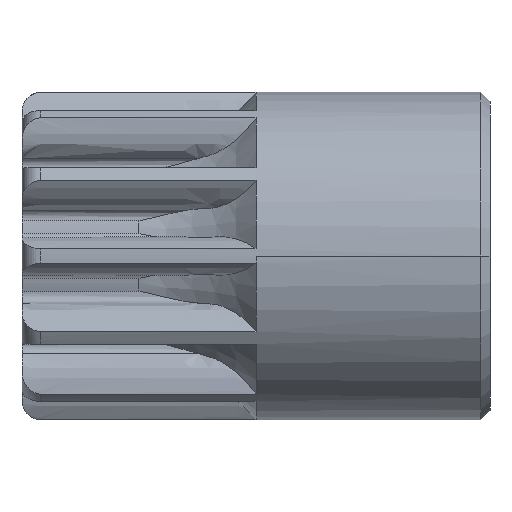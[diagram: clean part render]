
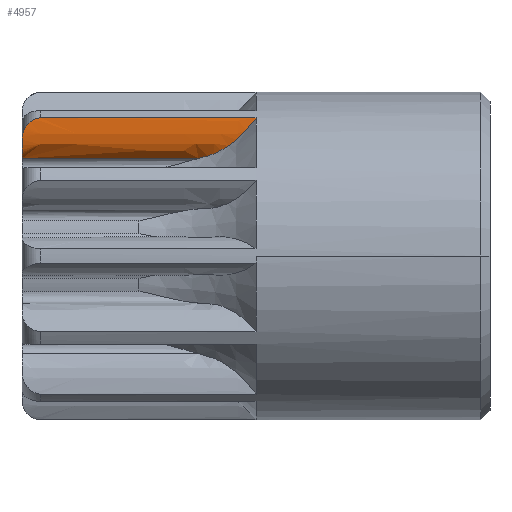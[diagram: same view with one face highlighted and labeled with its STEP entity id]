
A CAD part, front view. The second image highlights one B-rep face of the part: STEP entity #4957.
In plain terms, the highlighted face is a extrusion surface.
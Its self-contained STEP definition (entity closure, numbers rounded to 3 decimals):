
#263=CARTESIAN_POINT('',(-7.5,-5.561,7.454));
#264=CARTESIAN_POINT('',(-7.5,-5.54,7.355));
#265=CARTESIAN_POINT('',(-7.5,-5.496,7.18));
#266=CARTESIAN_POINT('',(-7.5,-5.414,6.947));
#267=CARTESIAN_POINT('',(-7.5,-5.344,6.793));
#268=CARTESIAN_POINT('',(-7.5,-5.296,6.706));
#269=CARTESIAN_POINT('',(-7.5,-5.271,6.665));
#270=CARTESIAN_POINT('',(-7.5,-5.199,6.561));
#271=CARTESIAN_POINT('',(-7.5,-5.075,6.44));
#272=CARTESIAN_POINT('',(-7.5,-4.793,6.251));
#2081=CARTESIAN_POINT('',(7.5,-5.648,8.852));
#2082=CARTESIAN_POINT('',(7.441,-5.653,8.769));
#2083=CARTESIAN_POINT('',(7.322,-5.661,8.608));
#2084=CARTESIAN_POINT('',(7.138,-5.662,8.377));
#2085=CARTESIAN_POINT('',(6.947,-5.655,8.154));
#2086=CARTESIAN_POINT('',(6.752,-5.638,7.942));
#2087=CARTESIAN_POINT('',(6.555,-5.614,7.744));
#2088=CARTESIAN_POINT('',(6.359,-5.584,7.561));
#2089=CARTESIAN_POINT('',(6.17,-5.55,7.399));
#2090=CARTESIAN_POINT('',(6.003,-5.516,7.264));
#2091=CARTESIAN_POINT('',(5.852,-5.483,7.151));
#2092=CARTESIAN_POINT('',(5.715,-5.451,7.054));
#2093=CARTESIAN_POINT('',(5.591,-5.42,6.97));
#2094=CARTESIAN_POINT('',(5.48,-5.391,6.899));
#2095=CARTESIAN_POINT('',(5.382,-5.365,6.84));
#2096=CARTESIAN_POINT('',(5.291,-5.339,6.787));
#2097=CARTESIAN_POINT('',(5.2,-5.313,6.737));
#2098=CARTESIAN_POINT('',(5.106,-5.285,6.687));
#2099=CARTESIAN_POINT('',(5.008,-5.254,6.638));
#2100=CARTESIAN_POINT('',(4.909,-5.219,6.595));
#2101=CARTESIAN_POINT('',(4.821,-5.186,6.558));
#2102=CARTESIAN_POINT('',(4.725,-5.148,6.521));
#2103=CARTESIAN_POINT('',(4.617,-5.105,6.483));
#2104=CARTESIAN_POINT('',(4.501,-5.059,6.444));
#2105=CARTESIAN_POINT('',(4.378,-5.01,6.405));
#2106=CARTESIAN_POINT('',(4.244,-4.957,6.366));
#2107=CARTESIAN_POINT('',(4.101,-4.901,6.326));
#2108=CARTESIAN_POINT('',(3.954,-4.846,6.287));
#2109=CARTESIAN_POINT('',(3.858,-4.81,6.263));
#2110=CARTESIAN_POINT('',(3.81,-4.793,6.251));
#2112=CARTESIAN_POINT('',(-6.3,-5.648,8.852));
#2113=CARTESIAN_POINT('',(-6.325,-5.648,
8.852));
#2114=CARTESIAN_POINT('',(-6.375,-5.648,
8.85));
#2115=CARTESIAN_POINT('',(-6.449,-5.649,
8.841));
#2116=CARTESIAN_POINT('',(-6.524,-5.65,
8.827));
#2117=CARTESIAN_POINT('',(-6.598,-5.651,
8.806));
#2118=CARTESIAN_POINT('',(-6.672,-5.652,
8.779));
#2119=CARTESIAN_POINT('',(-6.746,-5.654,
8.746));
#2120=CARTESIAN_POINT('',(-6.82,-5.656,
8.707));
#2121=CARTESIAN_POINT('',(-6.893,-5.658,
8.66));
#2122=CARTESIAN_POINT('',(-6.965,-5.659,
8.606));
#2123=CARTESIAN_POINT('',(-7.035,-5.661,
8.545));
#2124=CARTESIAN_POINT('',(-7.102,-5.661,
8.477));
#2125=CARTESIAN_POINT('',(-7.166,-5.661,
8.403));
#2126=CARTESIAN_POINT('',(-7.227,-5.66,
8.322));
#2127=CARTESIAN_POINT('',(-7.283,-5.657,
8.235));
#2128=CARTESIAN_POINT('',(-7.333,-5.653,
8.143));
#2129=CARTESIAN_POINT('',(-7.377,-5.646,
8.048));
#2130=CARTESIAN_POINT('',(-7.415,-5.638,
7.95));
#2131=CARTESIAN_POINT('',(-7.447,-5.627,
7.85));
#2132=CARTESIAN_POINT('',(-7.471,-5.614,
7.749));
#2133=CARTESIAN_POINT('',(-7.488,-5.599,
7.649));
#2134=CARTESIAN_POINT('',(-7.498,-5.581,
7.55));
#2135=CARTESIAN_POINT('',(-7.5,-5.568,7.486));
#2136=CARTESIAN_POINT('',(-7.5,-5.561,7.454));
#2138=DIRECTION('',(-1.,0.,0.));
#2139=VECTOR('',#2138,13.8);
#2140=CARTESIAN_POINT('',(7.5,-5.648,8.852));
#2141=LINE('',#2140,#2139);
#2158=DIRECTION('',(-1.,0.,0.));
#2159=VECTOR('',#2158,11.31);
#2160=CARTESIAN_POINT('',(3.81,-4.793,6.251));
#2161=LINE('',#2160,#2159);
#3261=CARTESIAN_POINT('',(-7.5,-4.793,6.251));
#3262=VERTEX_POINT('',#3261);
#3329=CARTESIAN_POINT('',(-7.5,-5.561,7.454));
#3331=VERTEX_POINT('',#3329);
#3355=VERTEX_POINT('',#2112);
#3459=VERTEX_POINT('',#2081);
#3460=VERTEX_POINT('',#2110);
#4929=CARTESIAN_POINT('',(7.5,-5.646,8.88));
#4930=CARTESIAN_POINT('',(7.5,-5.647,8.871));
#4931=CARTESIAN_POINT('',(7.5,-5.651,8.802));
#4932=CARTESIAN_POINT('',(7.5,-5.661,8.614));
#4933=CARTESIAN_POINT('',(7.5,-5.664,8.287));
#4934=CARTESIAN_POINT('',(7.5,-5.637,7.886));
#4935=CARTESIAN_POINT('',(7.5,-5.576,7.497));
#4936=CARTESIAN_POINT('',(7.5,-5.497,7.184));
#4937=CARTESIAN_POINT('',(7.5,-5.414,6.947));
#4938=CARTESIAN_POINT('',(7.5,-5.344,6.793));
#4939=CARTESIAN_POINT('',(7.5,-5.296,6.706));
#4940=CARTESIAN_POINT('',(7.5,-5.271,6.665));
#4941=CARTESIAN_POINT('',(7.5,-5.199,6.561));
#4942=CARTESIAN_POINT('',(7.5,-5.072,6.437));
#4943=CARTESIAN_POINT('',(7.5,-4.777,6.24));
#4944=CARTESIAN_POINT('',(7.5,-4.768,6.235));
#4946=DIRECTION('',(1.,0.,0.));
#4947=VECTOR('',#4946,1.);
#4948=SURFACE_OF_LINEAR_EXTRUSION('',#4945,#4947);
#4949=ORIENTED_EDGE('',*,*,#4406,.T.);
#4951=ORIENTED_EDGE('',*,*,#4950,.T.);
#4952=ORIENTED_EDGE('',*,*,#3558,.F.);
#4953=ORIENTED_EDGE('',*,*,#4528,.F.);
#4954=ORIENTED_EDGE('',*,*,#3912,.F.);
#4955=EDGE_LOOP('',(#4949,#4951,#4952,#4953,#4954));
#4956=FACE_OUTER_BOUND('',#4955,.F.);
#273=B_SPLINE_CURVE_WITH_KNOTS('',3,(#263,#264,#265,#266,#267,#268,#269,#270,
#271,#272),.UNSPECIFIED.,.F.,.F.,(4,1,1,1,1,1,1,4),(0.,0.314,
0.547,0.698,0.746,0.779,
0.802,1.),.UNSPECIFIED.);
#2111=B_SPLINE_CURVE_WITH_KNOTS('',3,(#2081,#2082,#2083,#2084,#2085,#2086,#2087,
#2088,#2089,#2090,#2091,#2092,#2093,#2094,#2095,#2096,#2097,#2098,#2099,#2100,
#2101,#2102,#2103,#2104,#2105,#2106,#2107,#2108,#2109,#2110),.UNSPECIFIED.,.F.,
.F.,(4,1,1,1,1,1,1,1,1,1,1,1,1,1,1,1,1,1,1,1,1,1,1,1,1,1,1,4),(0.,
0.037,0.074,0.111,0.148,
0.185,0.222,0.259,0.296,
0.333,0.37,0.407,0.444,
0.481,0.519,0.556,0.593,
0.63,0.667,0.704,0.741,
0.778,0.815,0.852,0.889,
0.926,0.963,1.),.UNSPECIFIED.);
#2137=B_SPLINE_CURVE_WITH_KNOTS('',3,(#2112,#2113,#2114,#2115,#2116,#2117,#2118,
#2119,#2120,#2121,#2122,#2123,#2124,#2125,#2126,#2127,#2128,#2129,#2130,#2131,
#2132,#2133,#2134,#2135,#2136),.UNSPECIFIED.,.F.,.F.,(4,1,1,1,1,1,1,1,1,1,1,1,1,
1,1,1,1,1,1,1,1,1,4),(0.,0.045,0.091,
0.136,0.182,0.227,0.273,
0.318,0.364,0.409,0.455,0.5,
0.545,0.591,0.636,0.682,
0.727,0.773,0.818,0.864,
0.909,0.955,1.),.UNSPECIFIED.);
#3558=EDGE_CURVE('',#3331,#3262,#273,.T.);
#3912=EDGE_CURVE('',#3459,#3355,#2141,.T.);
#4406=EDGE_CURVE('',#3459,#3460,#2111,.T.);
#4528=EDGE_CURVE('',#3355,#3331,#2137,.T.);
#4945=B_SPLINE_CURVE_WITH_KNOTS('',3,(#4929,#4930,#4931,#4932,#4933,#4934,#4935,
#4936,#4937,#4938,#4939,#4940,#4941,#4942,#4943,#4944),.UNSPECIFIED.,.F.,.F.,(4,
1,1,1,1,1,1,1,1,1,1,1,1,4),(0.,0.013,0.093,
0.253,0.453,0.613,0.737,
0.825,0.883,0.901,0.914,
0.923,0.998,1.),.UNSPECIFIED.);
#4950=EDGE_CURVE('',#3460,#3262,#2161,.T.);
#4957=ADVANCED_FACE('',(#4956),#4948,.T.);
